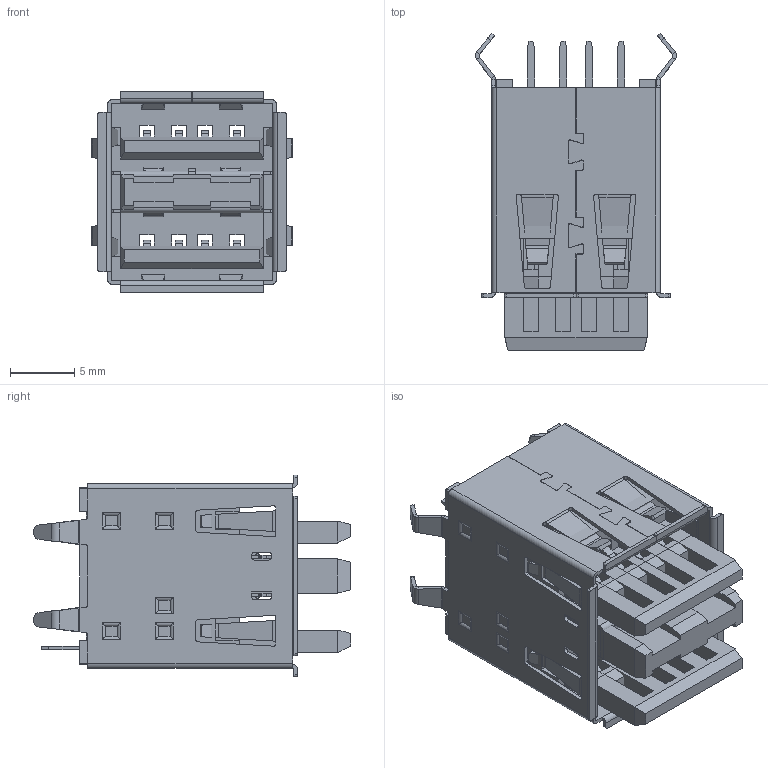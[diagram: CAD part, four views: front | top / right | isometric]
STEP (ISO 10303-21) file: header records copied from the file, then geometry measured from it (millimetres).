
FILE_DESCRIPTION( ( 'Unknown' ), '1' );
FILE_NAME( '614008235023.stp', 'Unknown', ( 'Unknown' ), ( 'Unknown' ), 'XStep 1.0', 'Unknown', ' ' );
FILE_SCHEMA( ( 'CONFIG_CONTROL_DESIGN' ) );
Length unit declared in the file: millimetre
Products named in the file (5): Assem1; 1; 2; 3; 4
Bounding box: 15.6 x 24.6 x 15.65 mm (x, y, z)
Volume: 2871.9 mm3; surface area: 9439.1 mm2
Topology: 15 solids, 15 shells, 2352 faces, 6316 edges, 4012 vertices
Faces by surface type: plane 1410, cylinder 782, bspline 160
Entity records: 35152 total; most frequent: CARTESIAN_POINT 8333, ORIENTED_EDGE 5756, DIRECTION 5196, EDGE_CURVE 2878, LINE 2126, VECTOR 2126, VERTEX_POINT 1824, AXIS2_PLACEMENT_3D 1535
